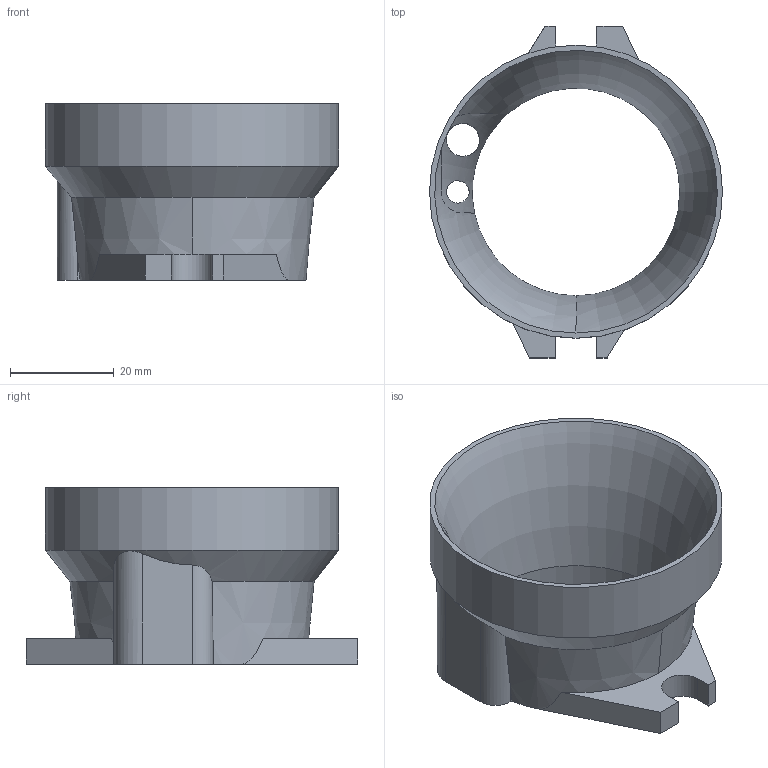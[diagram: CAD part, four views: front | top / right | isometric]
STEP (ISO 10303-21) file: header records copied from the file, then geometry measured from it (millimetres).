
FILE_DESCRIPTION(('FreeCAD Model'),'2;1');
FILE_NAME('Open CASCADE Shape Model','2024-11-25T20:34:15',(''),(''), 'Open CASCADE STEP processor 7.6','FreeCAD','Unknown');
FILE_SCHEMA(('AUTOMOTIVE_DESIGN { 1 0 10303 214 1 1 1 1 }'));
Length unit declared in the file: millimetre
Products named in the file (1): Body
Bounding box: 56.5 x 64 x 34 mm (x, y, z)
Volume: 17732.1 mm3; surface area: 12871.5 mm2
Topology: 1 solids, 1 shells, 33 faces, 100 edges, 69 vertices
Faces by surface type: plane 19, cylinder 8, cone 3, revolution 3
Full cylindrical faces by diameter (mm): 4.4 x1, 6.4 x1, 40 x1, 56.5 x1
Entity records: 1796 total; most frequent: CARTESIAN_POINT 846, ORIENTED_EDGE 200, DIRECTION 188, EDGE_CURVE 100, VERTEX_POINT 69, AXIS2_PLACEMENT_3D 68, LINE 49, VECTOR 49
